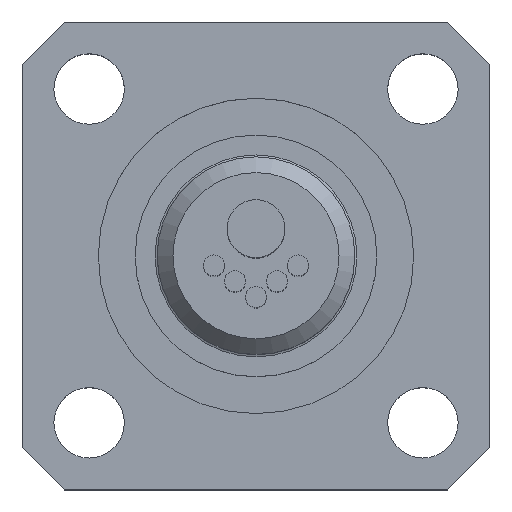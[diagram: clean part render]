
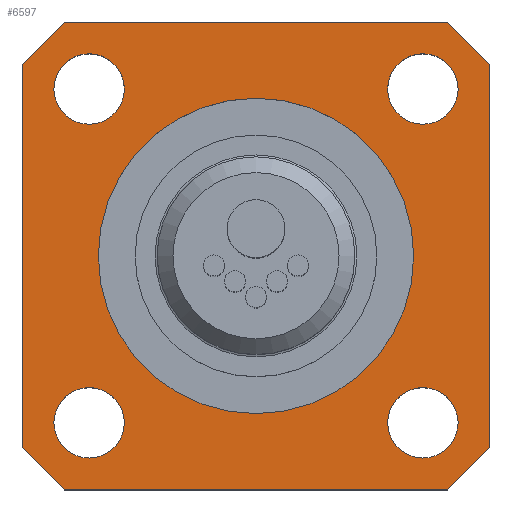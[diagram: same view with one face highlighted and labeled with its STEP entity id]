
A CAD part, top view. The second image highlights one B-rep face of the part: STEP entity #6597.
In plain terms, the highlighted planar face has unit normal (0, 0, 1).
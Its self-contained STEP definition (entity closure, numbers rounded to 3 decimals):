
#111=FACE_BOUND('',#1376,.T.);
#112=FACE_BOUND('',#1377,.T.);
#113=FACE_BOUND('',#1378,.T.);
#114=FACE_BOUND('',#1379,.T.);
#115=FACE_BOUND('',#1380,.T.);
#941=FACE_OUTER_BOUND('',#1375,.T.);
#1375=EDGE_LOOP('',(#5896,#5897,#5898,#5899,#5900,#5901,#5902,#5903));
#1376=EDGE_LOOP('',(#5904));
#1377=EDGE_LOOP('',(#5905));
#1378=EDGE_LOOP('',(#5906));
#1379=EDGE_LOOP('',(#5907));
#1380=EDGE_LOOP('',(#5908));
#1485=CIRCLE('',#6879,15.);
#1486=CIRCLE('',#6880,3.35);
#1487=CIRCLE('',#6881,3.35);
#1488=CIRCLE('',#6882,3.35);
#1489=CIRCLE('',#6883,3.35);
#2023=LINE('',#12198,#2571);
#2029=LINE('',#12209,#2577);
#2036=LINE('',#12235,#2584);
#2039=LINE('',#12240,#2587);
#2041=LINE('',#12244,#2589);
#2043=LINE('',#12248,#2591);
#2045=LINE('',#12251,#2593);
#2046=LINE('',#12252,#2594);
#2571=VECTOR('',#7902,10.);
#2577=VECTOR('',#7910,10.);
#2584=VECTOR('',#7931,10.);
#2587=VECTOR('',#7936,10.);
#2589=VECTOR('',#7940,10.);
#2591=VECTOR('',#7944,10.);
#2593=VECTOR('',#7948,10.);
#2594=VECTOR('',#7949,10.);
#3185=VERTEX_POINT('',#12196);
#3186=VERTEX_POINT('',#12197);
#3190=VERTEX_POINT('',#12207);
#3201=VERTEX_POINT('',#12233);
#3202=VERTEX_POINT('',#12234);
#3203=VERTEX_POINT('',#12239);
#3204=VERTEX_POINT('',#12243);
#3205=VERTEX_POINT('',#12247);
#3206=VERTEX_POINT('',#12253);
#3207=VERTEX_POINT('',#12255);
#3208=VERTEX_POINT('',#12257);
#3209=VERTEX_POINT('',#12259);
#3210=VERTEX_POINT('',#12261);
#4091=EDGE_CURVE('',#3185,#3186,#2023,.T.);
#4097=EDGE_CURVE('',#3190,#3185,#2029,.T.);
#4109=EDGE_CURVE('',#3201,#3202,#2036,.T.);
#4112=EDGE_CURVE('',#3202,#3203,#2039,.T.);
#4114=EDGE_CURVE('',#3203,#3204,#2041,.T.);
#4116=EDGE_CURVE('',#3205,#3190,#2043,.T.);
#4118=EDGE_CURVE('',#3204,#3205,#2045,.T.);
#4119=EDGE_CURVE('',#3186,#3201,#2046,.T.);
#4120=EDGE_CURVE('',#3206,#3206,#1485,.T.);
#4121=EDGE_CURVE('',#3207,#3207,#1486,.T.);
#4122=EDGE_CURVE('',#3208,#3208,#1487,.T.);
#4123=EDGE_CURVE('',#3209,#3209,#1488,.T.);
#4124=EDGE_CURVE('',#3210,#3210,#1489,.T.);
#5896=ORIENTED_EDGE('',*,*,#4091,.F.);
#5897=ORIENTED_EDGE('',*,*,#4097,.F.);
#5898=ORIENTED_EDGE('',*,*,#4116,.F.);
#5899=ORIENTED_EDGE('',*,*,#4118,.F.);
#5900=ORIENTED_EDGE('',*,*,#4114,.F.);
#5901=ORIENTED_EDGE('',*,*,#4112,.F.);
#5902=ORIENTED_EDGE('',*,*,#4109,.F.);
#5903=ORIENTED_EDGE('',*,*,#4119,.F.);
#5904=ORIENTED_EDGE('',*,*,#4120,.T.);
#5905=ORIENTED_EDGE('',*,*,#4121,.T.);
#5906=ORIENTED_EDGE('',*,*,#4122,.T.);
#5907=ORIENTED_EDGE('',*,*,#4123,.T.);
#5908=ORIENTED_EDGE('',*,*,#4124,.T.);
#6178=PLANE('',#6878);
#6597=ADVANCED_FACE('',(#941,#111,#112,#113,#114,#115),#6178,.T.);
#6878=AXIS2_PLACEMENT_3D('',#12250,#7946,#7947);
#6879=AXIS2_PLACEMENT_3D('',#12254,#7950,#7951);
#6880=AXIS2_PLACEMENT_3D('',#12256,#7952,#7953);
#6881=AXIS2_PLACEMENT_3D('',#12258,#7954,#7955);
#6882=AXIS2_PLACEMENT_3D('',#12260,#7956,#7957);
#6883=AXIS2_PLACEMENT_3D('',#12262,#7958,#7959);
#7902=DIRECTION('',(0.707,0.707,0.));
#7910=DIRECTION('',(0.,1.,0.));
#7931=DIRECTION('',(0.707,-0.707,0.));
#7936=DIRECTION('',(0.,-1.,0.));
#7940=DIRECTION('',(-0.707,-0.707,0.));
#7944=DIRECTION('',(-0.707,0.707,0.));
#7946=DIRECTION('center_axis',(0.,0.,1.));
#7947=DIRECTION('ref_axis',(1.,0.,0.));
#7948=DIRECTION('',(-1.,0.,0.));
#7949=DIRECTION('',(1.,0.,0.));
#7950=DIRECTION('center_axis',(0.,0.,-1.));
#7951=DIRECTION('ref_axis',(-1.,0.,0.));
#7952=DIRECTION('center_axis',(0.,0.,-1.));
#7953=DIRECTION('ref_axis',(1.,0.,0.));
#7954=DIRECTION('center_axis',(0.,0.,-1.));
#7955=DIRECTION('ref_axis',(0.,1.,0.));
#7956=DIRECTION('center_axis',(0.,0.,-1.));
#7957=DIRECTION('ref_axis',(-1.,0.,0.));
#7958=DIRECTION('center_axis',(0.,0.,-1.));
#7959=DIRECTION('ref_axis',(0.,-1.,0.));
#12196=CARTESIAN_POINT('',(-22.25,18.25,9.5));
#12197=CARTESIAN_POINT('',(-18.25,22.25,9.5));
#12198=CARTESIAN_POINT('',(-20.25,20.25,9.5));
#12207=CARTESIAN_POINT('',(-22.25,-18.25,9.5));
#12209=CARTESIAN_POINT('',(-22.25,-22.25,9.5));
#12233=CARTESIAN_POINT('',(18.25,22.25,9.5));
#12234=CARTESIAN_POINT('',(22.25,18.25,9.5));
#12235=CARTESIAN_POINT('',(20.25,20.25,9.5));
#12239=CARTESIAN_POINT('',(22.25,-18.25,9.5));
#12240=CARTESIAN_POINT('',(22.25,22.25,9.5));
#12243=CARTESIAN_POINT('',(18.25,-22.25,9.5));
#12244=CARTESIAN_POINT('',(20.25,-20.25,9.5));
#12247=CARTESIAN_POINT('',(-18.25,-22.25,9.5));
#12248=CARTESIAN_POINT('',(-20.25,-20.25,9.5));
#12250=CARTESIAN_POINT('Origin',(0.,0.,9.5));
#12251=CARTESIAN_POINT('',(22.25,-22.25,9.5));
#12252=CARTESIAN_POINT('',(-22.25,22.25,9.5));
#12253=CARTESIAN_POINT('',(15.,0.,9.5));
#12254=CARTESIAN_POINT('Origin',(0.,0.,9.5));
#12255=CARTESIAN_POINT('',(12.525,15.875,9.5));
#12256=CARTESIAN_POINT('Origin',(15.875,15.875,9.5));
#12257=CARTESIAN_POINT('',(-15.875,12.525,9.5));
#12258=CARTESIAN_POINT('Origin',(-15.875,15.875,9.5));
#12259=CARTESIAN_POINT('',(-12.525,-15.875,9.5));
#12260=CARTESIAN_POINT('Origin',(-15.875,-15.875,9.5));
#12261=CARTESIAN_POINT('',(15.875,-12.525,9.5));
#12262=CARTESIAN_POINT('Origin',(15.875,-15.875,9.5));
